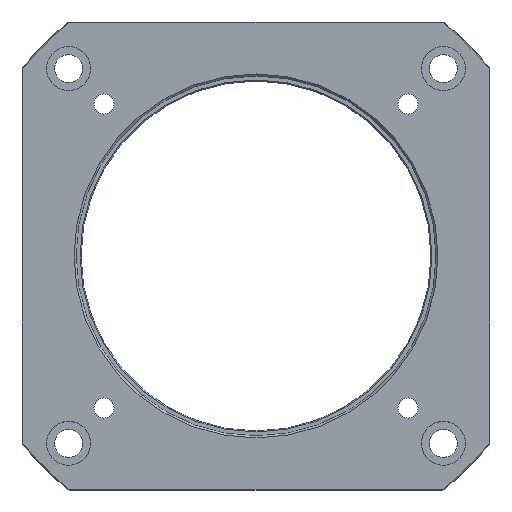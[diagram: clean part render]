
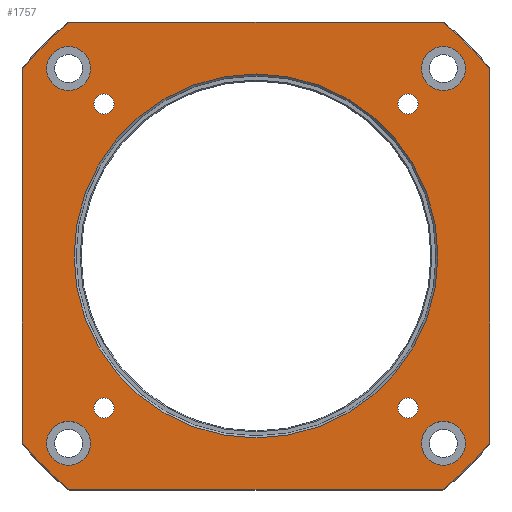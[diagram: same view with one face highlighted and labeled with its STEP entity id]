
A CAD part, top view. The second image highlights one B-rep face of the part: STEP entity #1757.
In plain terms, the highlighted planar face has unit normal (0, 0, 1).
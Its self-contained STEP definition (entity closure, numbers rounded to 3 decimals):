
#56=CARTESIAN_POINT('Line Origine',(117.,0.,0.)) ;
#60=CARTESIAN_POINT('Vertex',(117.,-93.066,0.)) ;
#62=CARTESIAN_POINT('Vertex',(117.,93.066,0.)) ;
#140=CARTESIAN_POINT('Axis2P3D Location',(0.,0.,0.)) ;
#144=CARTESIAN_POINT('Vertex',(93.066,-117.,0.)) ;
#228=CARTESIAN_POINT('Line Origine',(0.,-117.,0.)) ;
#232=CARTESIAN_POINT('Vertex',(-93.066,-117.,0.)) ;
#293=CARTESIAN_POINT('Line Origine',(0.,117.,0.)) ;
#297=CARTESIAN_POINT('Vertex',(93.066,117.,0.)) ;
#299=CARTESIAN_POINT('Vertex',(-93.066,117.,0.)) ;
#365=CARTESIAN_POINT('Vertex',(-117.,-93.066,0.)) ;
#375=CARTESIAN_POINT('Axis2P3D Location',(0.,0.,0.)) ;
#438=CARTESIAN_POINT('Line Origine',(-117.,0.,0.)) ;
#442=CARTESIAN_POINT('Vertex',(-117.,93.066,0.)) ;
#491=CARTESIAN_POINT('Axis2P3D Location',(93.692,93.692,0.)) ;
#495=CARTESIAN_POINT('Vertex',(104.692,93.692,0.)) ;
#497=CARTESIAN_POINT('Vertex',(82.692,93.692,0.)) ;
#526=CARTESIAN_POINT('Axis2P3D Location',(93.692,93.692,0.)) ;
#554=CARTESIAN_POINT('Vertex',(81.067,76.014,0.)) ;
#568=CARTESIAN_POINT('Vertex',(70.961,76.014,0.)) ;
#571=CARTESIAN_POINT('Axis2P3D Location',(76.014,76.014,0.)) ;
#588=CARTESIAN_POINT('Axis2P3D Location',(76.014,76.014,0.)) ;
#605=CARTESIAN_POINT('Axis2P3D Location',(0.,0.,0.)) ;
#609=CARTESIAN_POINT('Vertex',(0.,91.,0.)) ;
#611=CARTESIAN_POINT('Vertex',(0.,-91.,0.)) ;
#640=CARTESIAN_POINT('Axis2P3D Location',(0.,0.,0.)) ;
#668=CARTESIAN_POINT('Vertex',(-76.014,81.067,0.)) ;
#682=CARTESIAN_POINT('Vertex',(-76.014,70.961,0.)) ;
#685=CARTESIAN_POINT('Axis2P3D Location',(-76.014,76.014,0.)) ;
#702=CARTESIAN_POINT('Axis2P3D Location',(-76.014,76.014,0.)) ;
#725=CARTESIAN_POINT('Vertex',(-81.067,-76.014,0.)) ;
#739=CARTESIAN_POINT('Vertex',(-70.961,-76.014,0.)) ;
#742=CARTESIAN_POINT('Axis2P3D Location',(-76.014,-76.014,0.)) ;
#759=CARTESIAN_POINT('Axis2P3D Location',(-76.014,-76.014,0.)) ;
#782=CARTESIAN_POINT('Vertex',(76.014,-81.067,0.)) ;
#796=CARTESIAN_POINT('Vertex',(76.014,-70.961,0.)) ;
#799=CARTESIAN_POINT('Axis2P3D Location',(76.014,-76.014,0.)) ;
#816=CARTESIAN_POINT('Axis2P3D Location',(76.014,-76.014,0.)) ;
#833=CARTESIAN_POINT('Axis2P3D Location',(-93.692,93.692,0.)) ;
#837=CARTESIAN_POINT('Vertex',(-93.692,104.692,0.)) ;
#839=CARTESIAN_POINT('Vertex',(-93.692,82.692,0.)) ;
#868=CARTESIAN_POINT('Axis2P3D Location',(-93.692,93.692,0.)) ;
#890=CARTESIAN_POINT('Axis2P3D Location',(-93.692,-93.692,0.)) ;
#894=CARTESIAN_POINT('Vertex',(-104.692,-93.692,0.)) ;
#896=CARTESIAN_POINT('Vertex',(-82.692,-93.692,0.)) ;
#925=CARTESIAN_POINT('Axis2P3D Location',(-93.692,-93.692,0.)) ;
#947=CARTESIAN_POINT('Axis2P3D Location',(93.692,-93.692,0.)) ;
#951=CARTESIAN_POINT('Vertex',(93.692,-104.692,0.)) ;
#953=CARTESIAN_POINT('Vertex',(93.692,-82.692,0.)) ;
#982=CARTESIAN_POINT('Axis2P3D Location',(93.692,-93.692,0.)) ;
#1598=CARTESIAN_POINT('Axis2P3D Location',(0.,0.,0.)) ;
#1639=CARTESIAN_POINT('Axis2P3D Location',(0.,0.,0.)) ;
#1706=CARTESIAN_POINT('Axis2P3D Location',(0.,91.,0.)) ;
#57=DIRECTION('Vector Direction',(0.,-1.,0.)) ;
#141=DIRECTION('Axis2P3D Direction',(0.,0.,-1.)) ;
#229=DIRECTION('Vector Direction',(-1.,0.,0.)) ;
#294=DIRECTION('Vector Direction',(1.,0.,0.)) ;
#376=DIRECTION('Axis2P3D Direction',(0.,0.,-1.)) ;
#439=DIRECTION('Vector Direction',(0.,1.,0.)) ;
#492=DIRECTION('Axis2P3D Direction',(0.,-0.,-1.)) ;
#527=DIRECTION('Axis2P3D Direction',(0.,-0.,-1.)) ;
#572=DIRECTION('Axis2P3D Direction',(0.,-0.,-1.)) ;
#589=DIRECTION('Axis2P3D Direction',(0.,-0.,-1.)) ;
#606=DIRECTION('Axis2P3D Direction',(-0.,0.,1.)) ;
#641=DIRECTION('Axis2P3D Direction',(-0.,0.,1.)) ;
#686=DIRECTION('Axis2P3D Direction',(0.,0.,-1.)) ;
#703=DIRECTION('Axis2P3D Direction',(0.,0.,-1.)) ;
#743=DIRECTION('Axis2P3D Direction',(0.,0.,-1.)) ;
#760=DIRECTION('Axis2P3D Direction',(0.,0.,-1.)) ;
#800=DIRECTION('Axis2P3D Direction',(-0.,0.,-1.)) ;
#817=DIRECTION('Axis2P3D Direction',(-0.,0.,-1.)) ;
#834=DIRECTION('Axis2P3D Direction',(0.,0.,-1.)) ;
#869=DIRECTION('Axis2P3D Direction',(0.,0.,-1.)) ;
#891=DIRECTION('Axis2P3D Direction',(0.,0.,-1.)) ;
#926=DIRECTION('Axis2P3D Direction',(0.,0.,-1.)) ;
#948=DIRECTION('Axis2P3D Direction',(-0.,0.,-1.)) ;
#983=DIRECTION('Axis2P3D Direction',(-0.,0.,-1.)) ;
#1599=DIRECTION('Axis2P3D Direction',(0.,0.,-1.)) ;
#1640=DIRECTION('Axis2P3D Direction',(0.,0.,-1.)) ;
#1707=DIRECTION('Axis2P3D Direction',(0.,0.,-1.)) ;
#1708=DIRECTION('Axis2P3D XDirection',(1.,0.,0.)) ;
#142=AXIS2_PLACEMENT_3D('Circle Axis2P3D',#140,#141,$) ;
#377=AXIS2_PLACEMENT_3D('Circle Axis2P3D',#375,#376,$) ;
#493=AXIS2_PLACEMENT_3D('Circle Axis2P3D',#491,#492,$) ;
#528=AXIS2_PLACEMENT_3D('Circle Axis2P3D',#526,#527,$) ;
#573=AXIS2_PLACEMENT_3D('Circle Axis2P3D',#571,#572,$) ;
#590=AXIS2_PLACEMENT_3D('Circle Axis2P3D',#588,#589,$) ;
#607=AXIS2_PLACEMENT_3D('Circle Axis2P3D',#605,#606,$) ;
#642=AXIS2_PLACEMENT_3D('Circle Axis2P3D',#640,#641,$) ;
#687=AXIS2_PLACEMENT_3D('Circle Axis2P3D',#685,#686,$) ;
#704=AXIS2_PLACEMENT_3D('Circle Axis2P3D',#702,#703,$) ;
#744=AXIS2_PLACEMENT_3D('Circle Axis2P3D',#742,#743,$) ;
#761=AXIS2_PLACEMENT_3D('Circle Axis2P3D',#759,#760,$) ;
#801=AXIS2_PLACEMENT_3D('Circle Axis2P3D',#799,#800,$) ;
#818=AXIS2_PLACEMENT_3D('Circle Axis2P3D',#816,#817,$) ;
#835=AXIS2_PLACEMENT_3D('Circle Axis2P3D',#833,#834,$) ;
#870=AXIS2_PLACEMENT_3D('Circle Axis2P3D',#868,#869,$) ;
#892=AXIS2_PLACEMENT_3D('Circle Axis2P3D',#890,#891,$) ;
#927=AXIS2_PLACEMENT_3D('Circle Axis2P3D',#925,#926,$) ;
#949=AXIS2_PLACEMENT_3D('Circle Axis2P3D',#947,#948,$) ;
#984=AXIS2_PLACEMENT_3D('Circle Axis2P3D',#982,#983,$) ;
#1600=AXIS2_PLACEMENT_3D('Circle Axis2P3D',#1598,#1599,$) ;
#1641=AXIS2_PLACEMENT_3D('Circle Axis2P3D',#1639,#1640,$) ;
#1709=AXIS2_PLACEMENT_3D('Plane Axis2P3D',#1706,#1707,#1708) ;
#1712=ORIENTED_EDGE('',*,*,#379,.F.) ;
#1713=ORIENTED_EDGE('',*,*,#234,.T.) ;
#1714=ORIENTED_EDGE('',*,*,#146,.F.) ;
#1715=ORIENTED_EDGE('',*,*,#64,.T.) ;
#1716=ORIENTED_EDGE('',*,*,#1643,.F.) ;
#1717=ORIENTED_EDGE('',*,*,#301,.T.) ;
#1718=ORIENTED_EDGE('',*,*,#1602,.F.) ;
#1719=ORIENTED_EDGE('',*,*,#444,.T.) ;
#1722=ORIENTED_EDGE('',*,*,#530,.T.) ;
#1723=ORIENTED_EDGE('',*,*,#499,.T.) ;
#1726=ORIENTED_EDGE('',*,*,#592,.T.) ;
#1727=ORIENTED_EDGE('',*,*,#575,.T.) ;
#1730=ORIENTED_EDGE('',*,*,#644,.T.) ;
#1731=ORIENTED_EDGE('',*,*,#613,.T.) ;
#1734=ORIENTED_EDGE('',*,*,#706,.T.) ;
#1735=ORIENTED_EDGE('',*,*,#689,.T.) ;
#1738=ORIENTED_EDGE('',*,*,#763,.T.) ;
#1739=ORIENTED_EDGE('',*,*,#746,.T.) ;
#1742=ORIENTED_EDGE('',*,*,#820,.T.) ;
#1743=ORIENTED_EDGE('',*,*,#803,.T.) ;
#1746=ORIENTED_EDGE('',*,*,#872,.T.) ;
#1747=ORIENTED_EDGE('',*,*,#841,.T.) ;
#1750=ORIENTED_EDGE('',*,*,#929,.T.) ;
#1751=ORIENTED_EDGE('',*,*,#898,.T.) ;
#1754=ORIENTED_EDGE('',*,*,#986,.T.) ;
#1755=ORIENTED_EDGE('',*,*,#955,.T.) ;
#1724=FACE_BOUND('',#1721,.T.) ;
#1728=FACE_BOUND('',#1725,.T.) ;
#1732=FACE_BOUND('',#1729,.T.) ;
#1736=FACE_BOUND('',#1733,.T.) ;
#1740=FACE_BOUND('',#1737,.T.) ;
#1744=FACE_BOUND('',#1741,.T.) ;
#1748=FACE_BOUND('',#1745,.T.) ;
#1752=FACE_BOUND('',#1749,.T.) ;
#1756=FACE_BOUND('',#1753,.T.) ;
#58=VECTOR('Line Direction',#57,1.) ;
#230=VECTOR('Line Direction',#229,1.) ;
#295=VECTOR('Line Direction',#294,1.) ;
#440=VECTOR('Line Direction',#439,1.) ;
#1757=ADVANCED_FACE('Corps principal',(#1720,#1724,#1728,#1732,#1736,#1740,#1744,#1748,#1752,#1756),#1710,.F.) ;
#143=CIRCLE('generated circle',#142,149.5) ;
#378=CIRCLE('generated circle',#377,149.5) ;
#494=CIRCLE('generated circle',#493,11.) ;
#529=CIRCLE('generated circle',#528,11.) ;
#574=CIRCLE('generated circle',#573,5.053) ;
#591=CIRCLE('generated circle',#590,5.053) ;
#608=CIRCLE('generated circle',#607,91.) ;
#643=CIRCLE('generated circle',#642,91.) ;
#688=CIRCLE('generated circle',#687,5.053) ;
#705=CIRCLE('generated circle',#704,5.053) ;
#745=CIRCLE('generated circle',#744,5.053) ;
#762=CIRCLE('generated circle',#761,5.053) ;
#802=CIRCLE('generated circle',#801,5.053) ;
#819=CIRCLE('generated circle',#818,5.053) ;
#836=CIRCLE('generated circle',#835,11.) ;
#871=CIRCLE('generated circle',#870,11.) ;
#893=CIRCLE('generated circle',#892,11.) ;
#928=CIRCLE('generated circle',#927,11.) ;
#950=CIRCLE('generated circle',#949,11.) ;
#985=CIRCLE('generated circle',#984,11.) ;
#1601=CIRCLE('generated circle',#1600,149.5) ;
#1642=CIRCLE('generated circle',#1641,149.5) ;
#64=EDGE_CURVE('',#61,#63,#59,.F.) ;
#146=EDGE_CURVE('',#61,#145,#143,.T.) ;
#234=EDGE_CURVE('',#233,#145,#231,.F.) ;
#301=EDGE_CURVE('',#298,#300,#296,.F.) ;
#379=EDGE_CURVE('',#233,#366,#378,.T.) ;
#444=EDGE_CURVE('',#443,#366,#441,.F.) ;
#499=EDGE_CURVE('',#496,#498,#494,.T.) ;
#530=EDGE_CURVE('',#498,#496,#529,.T.) ;
#575=EDGE_CURVE('',#555,#569,#574,.T.) ;
#592=EDGE_CURVE('',#569,#555,#591,.T.) ;
#613=EDGE_CURVE('',#610,#612,#608,.F.) ;
#644=EDGE_CURVE('',#612,#610,#643,.F.) ;
#689=EDGE_CURVE('',#669,#683,#688,.T.) ;
#706=EDGE_CURVE('',#683,#669,#705,.T.) ;
#746=EDGE_CURVE('',#726,#740,#745,.T.) ;
#763=EDGE_CURVE('',#740,#726,#762,.T.) ;
#803=EDGE_CURVE('',#783,#797,#802,.T.) ;
#820=EDGE_CURVE('',#797,#783,#819,.T.) ;
#841=EDGE_CURVE('',#838,#840,#836,.T.) ;
#872=EDGE_CURVE('',#840,#838,#871,.T.) ;
#898=EDGE_CURVE('',#895,#897,#893,.T.) ;
#929=EDGE_CURVE('',#897,#895,#928,.T.) ;
#955=EDGE_CURVE('',#952,#954,#950,.T.) ;
#986=EDGE_CURVE('',#954,#952,#985,.T.) ;
#1602=EDGE_CURVE('',#443,#300,#1601,.T.) ;
#1643=EDGE_CURVE('',#298,#63,#1642,.T.) ;
#1711=EDGE_LOOP('',(#1712,#1713,#1714,#1715,#1716,#1717,#1718,#1719)) ;
#1721=EDGE_LOOP('',(#1722,#1723)) ;
#1725=EDGE_LOOP('',(#1726,#1727)) ;
#1729=EDGE_LOOP('',(#1730,#1731)) ;
#1733=EDGE_LOOP('',(#1734,#1735)) ;
#1737=EDGE_LOOP('',(#1738,#1739)) ;
#1741=EDGE_LOOP('',(#1742,#1743)) ;
#1745=EDGE_LOOP('',(#1746,#1747)) ;
#1749=EDGE_LOOP('',(#1750,#1751)) ;
#1753=EDGE_LOOP('',(#1754,#1755)) ;
#1720=FACE_OUTER_BOUND('',#1711,.T.) ;
#59=LINE('Line',#56,#58) ;
#231=LINE('Line',#228,#230) ;
#296=LINE('Line',#293,#295) ;
#441=LINE('Line',#438,#440) ;
#1710=PLANE('',#1709) ;
#61=VERTEX_POINT('',#60) ;
#63=VERTEX_POINT('',#62) ;
#145=VERTEX_POINT('',#144) ;
#233=VERTEX_POINT('',#232) ;
#298=VERTEX_POINT('',#297) ;
#300=VERTEX_POINT('',#299) ;
#366=VERTEX_POINT('',#365) ;
#443=VERTEX_POINT('',#442) ;
#496=VERTEX_POINT('',#495) ;
#498=VERTEX_POINT('',#497) ;
#555=VERTEX_POINT('',#554) ;
#569=VERTEX_POINT('',#568) ;
#610=VERTEX_POINT('',#609) ;
#612=VERTEX_POINT('',#611) ;
#669=VERTEX_POINT('',#668) ;
#683=VERTEX_POINT('',#682) ;
#726=VERTEX_POINT('',#725) ;
#740=VERTEX_POINT('',#739) ;
#783=VERTEX_POINT('',#782) ;
#797=VERTEX_POINT('',#796) ;
#838=VERTEX_POINT('',#837) ;
#840=VERTEX_POINT('',#839) ;
#895=VERTEX_POINT('',#894) ;
#897=VERTEX_POINT('',#896) ;
#952=VERTEX_POINT('',#951) ;
#954=VERTEX_POINT('',#953) ;
